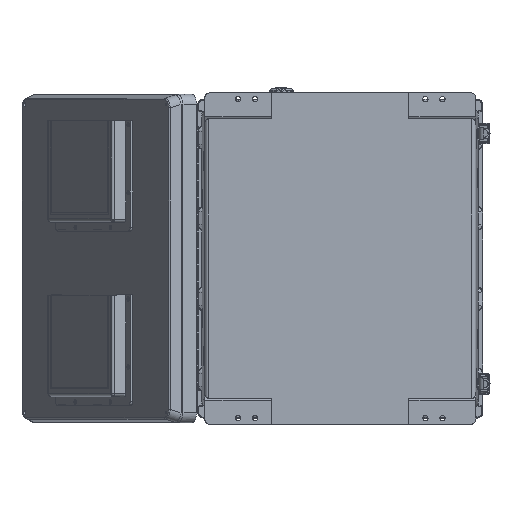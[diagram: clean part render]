
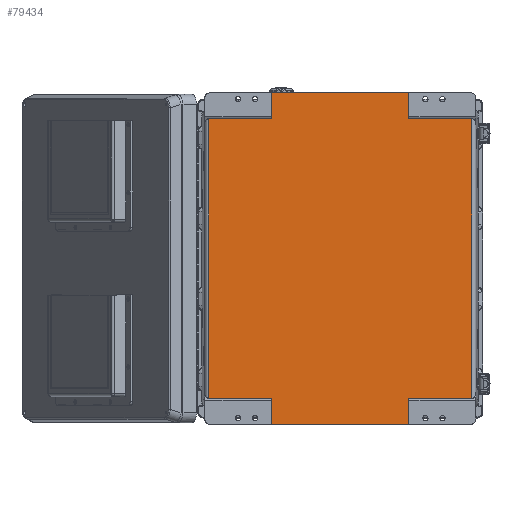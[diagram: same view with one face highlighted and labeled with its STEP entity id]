
A CAD part, front view. The second image highlights one B-rep face of the part: STEP entity #79434.
In plain terms, the highlighted planar face has unit normal (0, -1, 0).
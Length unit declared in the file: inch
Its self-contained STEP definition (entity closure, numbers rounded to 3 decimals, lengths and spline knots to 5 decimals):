
#524 = EDGE_CURVE ( 'NONE', #36741, #75385, #107609, .T. ) ;
#774 = CARTESIAN_POINT ( 'NONE',  ( 4.03163, 0.05906, 0.85787 ) ) ;
#996 = ORIENTED_EDGE ( 'NONE', *, *, #86056, .F. ) ;
#1406 = VERTEX_POINT ( 'NONE', #32938 ) ;
#4313 = CARTESIAN_POINT ( 'NONE',  ( -8.11811, 0.05906, -17.96858 ) ) ;
#4517 = LINE ( 'NONE', #79796, #117335 ) ;
#9280 = CARTESIAN_POINT ( 'NONE',  ( -8.11811, 0.05906, -1.51961 ) ) ;
#9504 = ORIENTED_EDGE ( 'NONE', *, *, #85928, .F. ) ;
#10637 = LINE ( 'NONE', #66097, #55642 ) ;
#12761 = FACE_OUTER_BOUND ( 'NONE', #13025, .T. ) ;
#13025 = EDGE_LOOP ( 'NONE', ( #66268, #73784, #91240, #9504, #68079, #84683, #86660, #69502, #103694, #36647, #96922, #996 ) ) ;
#14824 = LINE ( 'NONE', #108153, #40192 ) ;
#16154 = LINE ( 'NONE', #34268, #64898 ) ;
#16583 = DIRECTION ( 'NONE',  ( 0., 0., 1. ) ) ;
#17606 = CARTESIAN_POINT ( 'NONE',  ( 7.73754, 0.05906, -1.51961 ) ) ;
#18493 = DIRECTION ( 'NONE',  ( -1., 0., 0. ) ) ;
#20648 = CARTESIAN_POINT ( 'NONE',  ( -7.73754, 0.05906, -17.96858 ) ) ;
#21035 = VERTEX_POINT ( 'NONE', #114855 ) ;
#25452 = DIRECTION ( 'NONE',  ( -1., 0., 0. ) ) ;
#26379 = VERTEX_POINT ( 'NONE', #68602 ) ;
#26613 = EDGE_CURVE ( 'NONE', #47589, #21035, #10637, .T. ) ;
#30852 = DIRECTION ( 'NONE',  ( 0., 0., 1. ) ) ;
#31562 = VERTEX_POINT ( 'NONE', #76438 ) ;
#32938 = CARTESIAN_POINT ( 'NONE',  ( 4.03163, 0.05906, -1.51961 ) ) ;
#34268 = CARTESIAN_POINT ( 'NONE',  ( -7.73754, 0.05906, -1.51961 ) ) ;
#34616 = VECTOR ( 'NONE', #46055, 39.37008 ) ;
#36647 = ORIENTED_EDGE ( 'NONE', *, *, #62486, .T. ) ;
#36741 = VERTEX_POINT ( 'NONE', #91728 ) ;
#37761 = VERTEX_POINT ( 'NONE', #20648 ) ;
#38179 = DIRECTION ( 'NONE',  ( -1., 0., 0. ) ) ;
#38322 = EDGE_CURVE ( 'NONE', #37761, #88459, #16154, .T. ) ;
#39212 = EDGE_CURVE ( 'NONE', #21035, #97349, #49424, .T. ) ;
#39510 = VECTOR ( 'NONE', #38179, 39.37008 ) ;
#40192 = VECTOR ( 'NONE', #16583, 39.37008 ) ;
#42963 = CARTESIAN_POINT ( 'NONE',  ( 8.11811, 0.05906, 0. ) ) ;
#46055 = DIRECTION ( 'NONE',  ( 1., 0., 0. ) ) ;
#47465 = CARTESIAN_POINT ( 'NONE',  ( -7.73754, 0.05906, -1.51961 ) ) ;
#47589 = VERTEX_POINT ( 'NONE', #94508 ) ;
#49424 = LINE ( 'NONE', #113831, #51619 ) ;
#50058 = VERTEX_POINT ( 'NONE', #17606 ) ;
#50414 = VECTOR ( 'NONE', #66582, 39.37008 ) ;
#51619 = VECTOR ( 'NONE', #96391, 39.37008 ) ;
#52634 = VERTEX_POINT ( 'NONE', #92815 ) ;
#52788 = DIRECTION ( 'NONE',  ( 0., 0., -1. ) ) ;
#55183 = DIRECTION ( 'NONE',  ( 0., 1., 0. ) ) ;
#55642 = VECTOR ( 'NONE', #18493, 39.37008 ) ;
#58908 = EDGE_CURVE ( 'NONE', #1406, #52634, #90586, .T. ) ;
#61277 = CARTESIAN_POINT ( 'NONE',  ( -4.03163, 0.05906, -20.34606 ) ) ;
#61838 = CARTESIAN_POINT ( 'NONE',  ( 8.11811, 0.05906, -1.51961 ) ) ;
#62209 = LINE ( 'NONE', #42963, #95828 ) ;
#62486 = EDGE_CURVE ( 'NONE', #52634, #26379, #62209, .T. ) ;
#63055 = LINE ( 'NONE', #61838, #39510 ) ;
#64898 = VECTOR ( 'NONE', #98129, 39.37008 ) ;
#65021 = LINE ( 'NONE', #92702, #89614 ) ;
#66097 = CARTESIAN_POINT ( 'NONE',  ( 8.11811, 0.05906, -17.96858 ) ) ;
#66268 = ORIENTED_EDGE ( 'NONE', *, *, #38322, .F. ) ;
#66582 = DIRECTION ( 'NONE',  ( 1., 0., 0. ) ) ;
#66665 = AXIS2_PLACEMENT_3D ( 'NONE', #109949, #55183, #30852 ) ;
#68079 = ORIENTED_EDGE ( 'NONE', *, *, #39212, .F. ) ;
#68602 = CARTESIAN_POINT ( 'NONE',  ( -4.03163, 0.05906, 0. ) ) ;
#69502 = ORIENTED_EDGE ( 'NONE', *, *, #115664, .T. ) ;
#73784 = ORIENTED_EDGE ( 'NONE', *, *, #112305, .T. ) ;
#75385 = VERTEX_POINT ( 'NONE', #81209 ) ;
#76438 = CARTESIAN_POINT ( 'NONE',  ( -4.03163, 0.05906, -1.51961 ) ) ;
#79266 = EDGE_CURVE ( 'NONE', #31562, #26379, #14824, .T. ) ;
#79434 = ADVANCED_FACE ( 'NONE', ( #12761 ), #100326, .F. ) ;
#79796 = CARTESIAN_POINT ( 'NONE',  ( 8.11811, 0.05906, -19.48819 ) ) ;
#81209 = CARTESIAN_POINT ( 'NONE',  ( -4.03163, 0.05906, -19.48819 ) ) ;
#84683 = ORIENTED_EDGE ( 'NONE', *, *, #26613, .F. ) ;
#85928 = EDGE_CURVE ( 'NONE', #97349, #75385, #4517, .T. ) ;
#86056 = EDGE_CURVE ( 'NONE', #88459, #31562, #117705, .T. ) ;
#86660 = ORIENTED_EDGE ( 'NONE', *, *, #93735, .T. ) ;
#88459 = VERTEX_POINT ( 'NONE', #47465 ) ;
#89614 = VECTOR ( 'NONE', #93286, 39.37008 ) ;
#90586 = LINE ( 'NONE', #774, #97115 ) ;
#91240 = ORIENTED_EDGE ( 'NONE', *, *, #524, .T. ) ;
#91728 = CARTESIAN_POINT ( 'NONE',  ( -4.03163, 0.05906, -17.96858 ) ) ;
#92702 = CARTESIAN_POINT ( 'NONE',  ( 7.73754, 0.05906, -1.51961 ) ) ;
#92815 = CARTESIAN_POINT ( 'NONE',  ( 4.03163, 0.05906, 0. ) ) ;
#93286 = DIRECTION ( 'NONE',  ( 0., 0., 1. ) ) ;
#93735 = EDGE_CURVE ( 'NONE', #47589, #50058, #65021, .T. ) ;
#94508 = CARTESIAN_POINT ( 'NONE',  ( 7.73754, 0.05906, -17.96858 ) ) ;
#95722 = VECTOR ( 'NONE', #52788, 39.37008 ) ;
#95828 = VECTOR ( 'NONE', #25452, 39.37008 ) ;
#96391 = DIRECTION ( 'NONE',  ( 0., 0., -1. ) ) ;
#96922 = ORIENTED_EDGE ( 'NONE', *, *, #79266, .F. ) ;
#97115 = VECTOR ( 'NONE', #99592, 39.37008 ) ;
#97349 = VERTEX_POINT ( 'NONE', #99926 ) ;
#98129 = DIRECTION ( 'NONE',  ( 0., 0., 1. ) ) ;
#99592 = DIRECTION ( 'NONE',  ( 0., 0., 1. ) ) ;
#99926 = CARTESIAN_POINT ( 'NONE',  ( 4.03163, 0.05906, -19.48819 ) ) ;
#100326 = PLANE ( 'NONE',  #66665 ) ;
#103694 = ORIENTED_EDGE ( 'NONE', *, *, #58908, .T. ) ;
#106300 = DIRECTION ( 'NONE',  ( -1., 0., 0. ) ) ;
#107609 = LINE ( 'NONE', #61277, #95722 ) ;
#108153 = CARTESIAN_POINT ( 'NONE',  ( -4.03163, 0.05906, 0.85787 ) ) ;
#109949 = CARTESIAN_POINT ( 'NONE',  ( 8.11811, 0.05906, -1.51961 ) ) ;
#111161 = LINE ( 'NONE', #4313, #50414 ) ;
#112305 = EDGE_CURVE ( 'NONE', #37761, #36741, #111161, .T. ) ;
#113831 = CARTESIAN_POINT ( 'NONE',  ( 4.03163, 0.05906, -20.34606 ) ) ;
#114855 = CARTESIAN_POINT ( 'NONE',  ( 4.03163, 0.05906, -17.96858 ) ) ;
#115664 = EDGE_CURVE ( 'NONE', #50058, #1406, #63055, .T. ) ;
#117335 = VECTOR ( 'NONE', #106300, 39.37008 ) ;
#117705 = LINE ( 'NONE', #9280, #34616 ) ;
